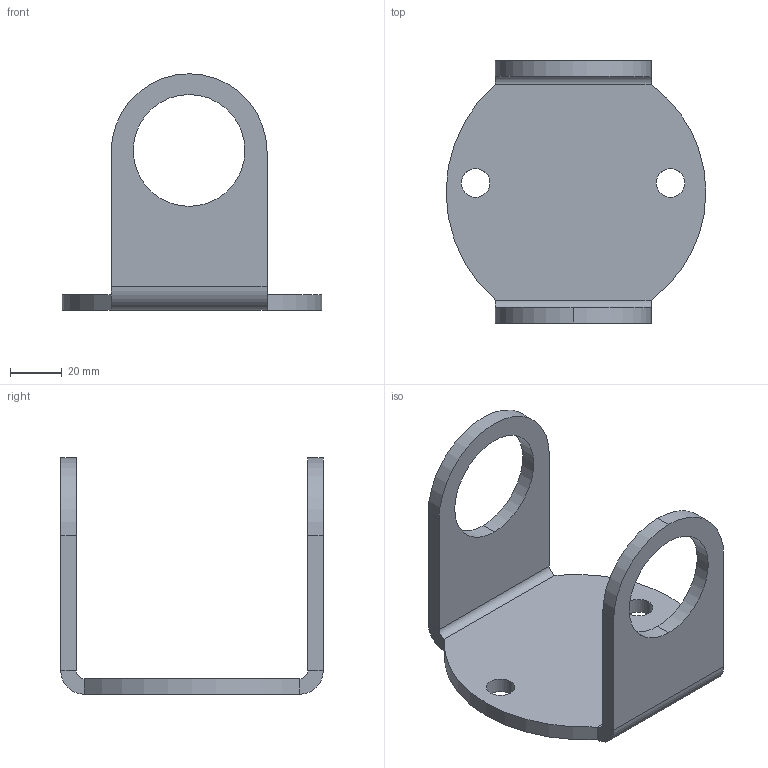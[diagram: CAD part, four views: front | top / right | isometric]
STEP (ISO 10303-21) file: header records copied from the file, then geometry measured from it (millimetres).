
FILE_DESCRIPTION (( 'STEP AP203' ), '1' );
FILE_NAME ('50135-ST.step', '2015-09-17T15:04:11', ( '' ), ( '' ), 'SwSTEP 2.0', 'SolidWorks 2015', '' );
FILE_SCHEMA (( 'CONFIG_CONTROL_DESIGN' ));
Length unit declared in the file: millimetre
Products named in the file (1): 50135-ST
Bounding box: 100 x 101 x 91 mm (x, y, z)
Volume: 86386.7 mm3; surface area: 34580.5 mm2
Topology: 1 solids, 1 shells, 32 faces, 74 edges, 44 vertices
Faces by surface type: cylinder 18, plane 14
Entity records: 999 total; most frequent: DIRECTION 176, CARTESIAN_POINT 151, ORIENTED_EDGE 148, EDGE_CURVE 74, AXIS2_PLACEMENT_3D 69, VERTEX_POINT 44, EDGE_LOOP 40, LINE 38
